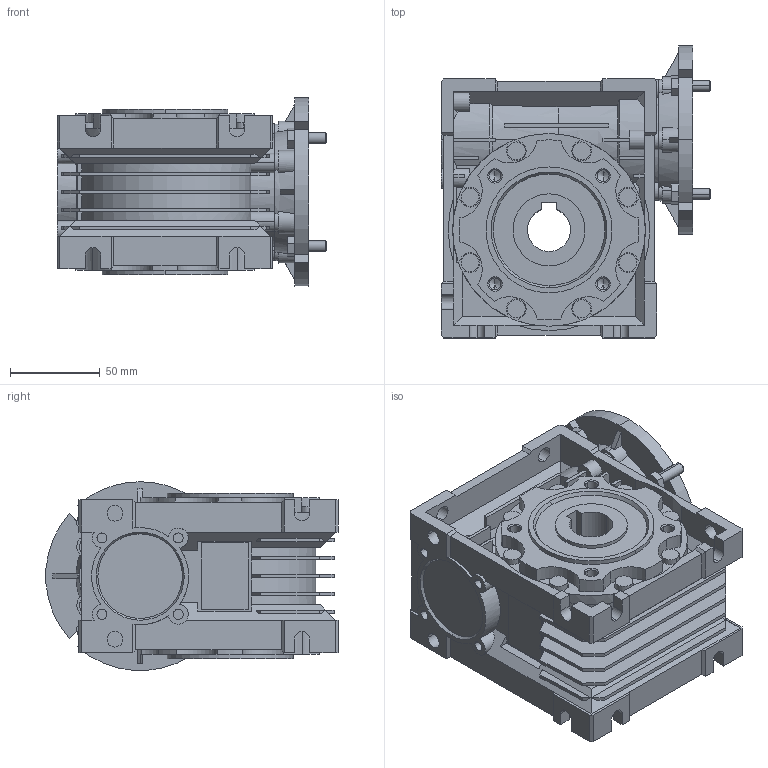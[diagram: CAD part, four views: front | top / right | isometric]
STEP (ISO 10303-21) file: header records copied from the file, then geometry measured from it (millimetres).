
FILE_DESCRIPTION (( 'STEP AP214' ), '1' );
FILE_NAME ('PMRV050_71_B14.STEP', '2018-05-29T11:02:09', ( 'admin' ), ( '' ), 'SwSTEP 2.0', 'SolidWorks 2018', '' );
FILE_SCHEMA (( 'AUTOMOTIVE_DESIGN' ));
Length unit declared in the file: millimetre
Products named in the file (1): PMRV050_71_B14
Bounding box: 150 x 162.33 x 104.83 mm (x, y, z)
Volume: 1064436.6 mm3; surface area: 232078.9 mm2
Topology: 4 solids, 9 shells, 1030 faces, 2760 edges, 1780 vertices
Faces by surface type: plane 590, cylinder 327, cone 109, torus 4
Entity records: 33595 total; most frequent: CARTESIAN_POINT 7580, ORIENTED_EDGE 5488, DIRECTION 5446, EDGE_CURVE 2744, AXIS2_PLACEMENT_3D 1938, VERTEX_POINT 1780, LINE 1570, VECTOR 1570
